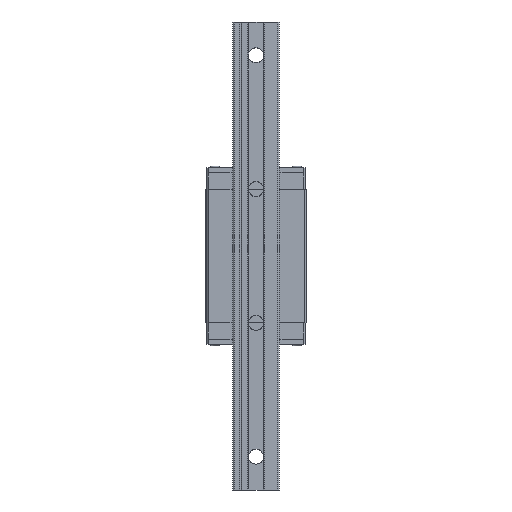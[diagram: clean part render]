
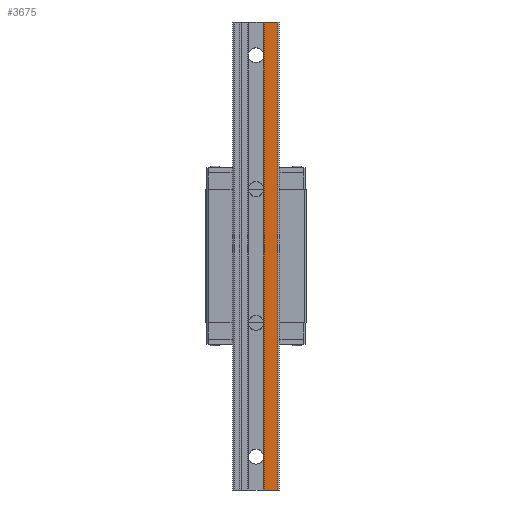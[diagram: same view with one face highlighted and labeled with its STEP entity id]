
A CAD part, front view. The second image highlights one B-rep face of the part: STEP entity #3675.
In plain terms, the highlighted planar face has unit normal (0, -1, 0).
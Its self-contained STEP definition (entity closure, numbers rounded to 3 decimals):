
#156 = EDGE_CURVE ( 'NONE', #3236, #7415, #1938, .T. ) ;
#266 = DIRECTION ( 'NONE',  ( 1., 0., 0. ) ) ;
#560 = LINE ( 'NONE', #2829, #6134 ) ;
#606 = VECTOR ( 'NONE', #266, 1000. ) ;
#611 = ORIENTED_EDGE ( 'NONE', *, *, #1443, .T. ) ;
#960 = ORIENTED_EDGE ( 'NONE', *, *, #5892, .T. ) ;
#1107 = CARTESIAN_POINT ( 'NONE',  ( 5., -23., 0. ) ) ;
#1219 = CARTESIAN_POINT ( 'NONE',  ( 13., -23., 0. ) ) ;
#1403 = EDGE_CURVE ( 'NONE', #3679, #3236, #1578, .T. ) ;
#1443 = EDGE_CURVE ( 'NONE', #2473, #7415, #560, .T. ) ;
#1476 = CARTESIAN_POINT ( 'NONE',  ( 13., -23., -280. ) ) ;
#1578 = LINE ( 'NONE', #7995, #3651 ) ;
#1621 = VECTOR ( 'NONE', #2289, 1000. ) ;
#1938 = LINE ( 'NONE', #1107, #606 ) ;
#2023 = DIRECTION ( 'NONE',  ( 0., 0., 1. ) ) ;
#2289 = DIRECTION ( 'NONE',  ( 1., 0., 0. ) ) ;
#2473 = VERTEX_POINT ( 'NONE', #1476 ) ;
#2563 = ORIENTED_EDGE ( 'NONE', *, *, #156, .F. ) ;
#2610 = EDGE_LOOP ( 'NONE', ( #2563, #4005, #960, #611 ) ) ;
#2829 = CARTESIAN_POINT ( 'NONE',  ( 13., -23., -280. ) ) ;
#3107 = CARTESIAN_POINT ( 'NONE',  ( 5., -23., -280. ) ) ;
#3236 = VERTEX_POINT ( 'NONE', #3590 ) ;
#3313 = AXIS2_PLACEMENT_3D ( 'NONE', #7367, #6530, #5697 ) ;
#3590 = CARTESIAN_POINT ( 'NONE',  ( 5., -23., 0. ) ) ;
#3651 = VECTOR ( 'NONE', #7148, 1000. ) ;
#3675 = ADVANCED_FACE ( 'NONE', ( #4144 ), #5891, .T. ) ;
#3679 = VERTEX_POINT ( 'NONE', #4892 ) ;
#3925 = LINE ( 'NONE', #3107, #1621 ) ;
#4005 = ORIENTED_EDGE ( 'NONE', *, *, #1403, .F. ) ;
#4144 = FACE_OUTER_BOUND ( 'NONE', #2610, .T. ) ;
#4892 = CARTESIAN_POINT ( 'NONE',  ( 5., -23., -280. ) ) ;
#5697 = DIRECTION ( 'NONE',  ( 0., 0., -1. ) ) ;
#5891 = PLANE ( 'NONE',  #3313 ) ;
#5892 = EDGE_CURVE ( 'NONE', #3679, #2473, #3925, .T. ) ;
#6134 = VECTOR ( 'NONE', #2023, 1000. ) ;
#6530 = DIRECTION ( 'NONE',  ( 0., -1., 0. ) ) ;
#7148 = DIRECTION ( 'NONE',  ( 0., 0., 1. ) ) ;
#7367 = CARTESIAN_POINT ( 'NONE',  ( 5., -23., -280. ) ) ;
#7415 = VERTEX_POINT ( 'NONE', #1219 ) ;
#7995 = CARTESIAN_POINT ( 'NONE',  ( 5., -23., -280. ) ) ;
